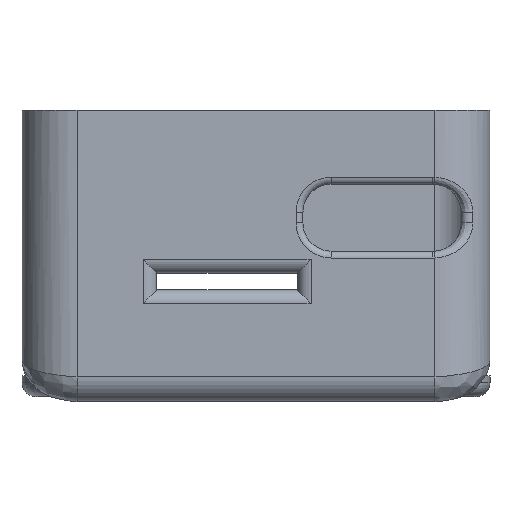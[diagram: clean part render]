
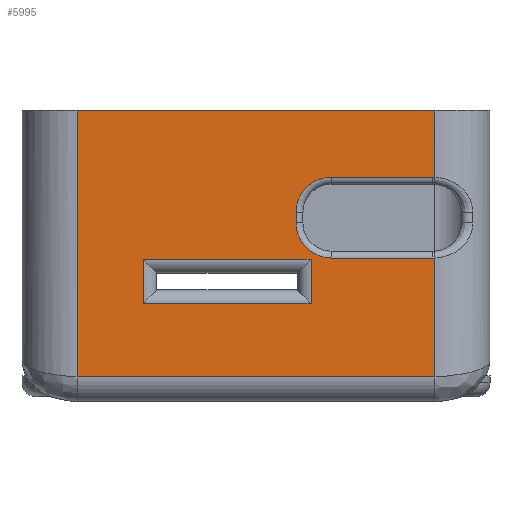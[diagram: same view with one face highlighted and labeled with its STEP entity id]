
A CAD part, left-side view. The second image highlights one B-rep face of the part: STEP entity #5995.
In plain terms, the highlighted planar face has unit normal (-1, 0, 0).
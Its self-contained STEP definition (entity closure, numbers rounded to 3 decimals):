
#4272 = VERTEX_POINT('',#4273);
#4273 = CARTESIAN_POINT('',(-21.,13.,52.4));
#4280 = EDGE_CURVE('',#4281,#4272,#4283,.T.);
#4281 = VERTEX_POINT('',#4282);
#4282 = CARTESIAN_POINT('',(-21.,-13.,52.4));
#4283 = LINE('',#4284,#4285);
#4284 = CARTESIAN_POINT('',(-21.,-13.,52.4));
#4285 = VECTOR('',#4286,1.);
#4286 = DIRECTION('',(0.,1.,0.));
#5958 = VERTEX_POINT('',#5959);
#5959 = CARTESIAN_POINT('',(-21.,13.,
    33.024));
#5985 = EDGE_CURVE('',#5958,#4272,#5986,.T.);
#5986 = LINE('',#5987,#5988);
#5987 = CARTESIAN_POINT('',(-21.,13.,41.4));
#5988 = VECTOR('',#5989,1.);
#5989 = DIRECTION('',(0.,0.,1.));
#5995 = ADVANCED_FACE('',(#5996,#6082),#6116,.T.);
#5996 = FACE_BOUND('',#5997,.T.);
#5997 = EDGE_LOOP('',(#5998,#6008,#6017,#6025,#6034,#6042,#6051,#6059,
    #6068,#6074,#6075,#6076));
#5998 = ORIENTED_EDGE('',*,*,#5999,.T.);
#5999 = EDGE_CURVE('',#6000,#6002,#6004,.T.);
#6000 = VERTEX_POINT('',#6001);
#6001 = CARTESIAN_POINT('',(-21.,-13.,
    33.024));
#6002 = VERTEX_POINT('',#6003);
#6003 = CARTESIAN_POINT('',(-21.,-13.,
    41.666));
#6004 = LINE('',#6005,#6006);
#6005 = CARTESIAN_POINT('',(-21.,-13.,24.4));
#6006 = VECTOR('',#6007,1.);
#6007 = DIRECTION('',(0.,0.,1.));
#6008 = ORIENTED_EDGE('',*,*,#6009,.F.);
#6009 = EDGE_CURVE('',#6010,#6002,#6012,.T.);
#6010 = VERTEX_POINT('',#6011);
#6011 = CARTESIAN_POINT('',(-21.,-12.857,
    41.662));
#6012 = CIRCLE('',#6013,2.55);
#6013 = AXIS2_PLACEMENT_3D('',#6014,#6015,#6016);
#6014 = CARTESIAN_POINT('',(-21.,-12.857,44.212));
#6015 = DIRECTION('',(-1.,0.,0.));
#6016 = DIRECTION('',(0.,0.,-1.));
#6017 = ORIENTED_EDGE('',*,*,#6018,.F.);
#6018 = EDGE_CURVE('',#6019,#6010,#6021,.T.);
#6019 = VERTEX_POINT('',#6020);
#6020 = CARTESIAN_POINT('',(-21.,-5.459,
    41.662));
#6021 = LINE('',#6022,#6023);
#6022 = CARTESIAN_POINT('',(-21.,-5.459,
    41.662));
#6023 = VECTOR('',#6024,1.);
#6024 = DIRECTION('',(0.,-1.,0.));
#6025 = ORIENTED_EDGE('',*,*,#6026,.F.);
#6026 = EDGE_CURVE('',#6027,#6019,#6029,.T.);
#6027 = VERTEX_POINT('',#6028);
#6028 = CARTESIAN_POINT('',(-21.,-2.909,44.212));
#6029 = CIRCLE('',#6030,2.55);
#6030 = AXIS2_PLACEMENT_3D('',#6031,#6032,#6033);
#6031 = CARTESIAN_POINT('',(-21.,-5.459,44.212));
#6032 = DIRECTION('',(-1.,0.,0.));
#6033 = DIRECTION('',(0.,1.,0.));
#6034 = ORIENTED_EDGE('',*,*,#6035,.F.);
#6035 = EDGE_CURVE('',#6036,#6027,#6038,.T.);
#6036 = VERTEX_POINT('',#6037);
#6037 = CARTESIAN_POINT('',(-21.,-2.909,
    44.985));
#6038 = LINE('',#6039,#6040);
#6039 = CARTESIAN_POINT('',(-21.,-2.909,
    44.985));
#6040 = VECTOR('',#6041,1.);
#6041 = DIRECTION('',(0.,0.,-1.));
#6042 = ORIENTED_EDGE('',*,*,#6043,.F.);
#6043 = EDGE_CURVE('',#6044,#6036,#6046,.T.);
#6044 = VERTEX_POINT('',#6045);
#6045 = CARTESIAN_POINT('',(-21.,-5.459,
    47.535));
#6046 = CIRCLE('',#6047,2.55);
#6047 = AXIS2_PLACEMENT_3D('',#6048,#6049,#6050);
#6048 = CARTESIAN_POINT('',(-21.,-5.459,
    44.985));
#6049 = DIRECTION('',(-1.,0.,0.));
#6050 = DIRECTION('',(0.,0.,1.));
#6051 = ORIENTED_EDGE('',*,*,#6052,.F.);
#6052 = EDGE_CURVE('',#6053,#6044,#6055,.T.);
#6053 = VERTEX_POINT('',#6054);
#6054 = CARTESIAN_POINT('',(-21.,-12.857,
    47.535));
#6055 = LINE('',#6056,#6057);
#6056 = CARTESIAN_POINT('',(-21.,-12.857,
    47.535));
#6057 = VECTOR('',#6058,1.);
#6058 = DIRECTION('',(0.,1.,0.));
#6059 = ORIENTED_EDGE('',*,*,#6060,.F.);
#6060 = EDGE_CURVE('',#6061,#6053,#6063,.T.);
#6061 = VERTEX_POINT('',#6062);
#6062 = CARTESIAN_POINT('',(-21.,-13.,
    47.531));
#6063 = CIRCLE('',#6064,2.55);
#6064 = AXIS2_PLACEMENT_3D('',#6065,#6066,#6067);
#6065 = CARTESIAN_POINT('',(-21.,-12.857,
    44.985));
#6066 = DIRECTION('',(-1.,0.,0.));
#6067 = DIRECTION('',(0.,-0.07,
    0.998));
#6068 = ORIENTED_EDGE('',*,*,#6069,.T.);
#6069 = EDGE_CURVE('',#6061,#4281,#6070,.T.);
#6070 = LINE('',#6071,#6072);
#6071 = CARTESIAN_POINT('',(-21.,-13.,24.4));
#6072 = VECTOR('',#6073,1.);
#6073 = DIRECTION('',(0.,0.,1.));
#6074 = ORIENTED_EDGE('',*,*,#4280,.T.);
#6075 = ORIENTED_EDGE('',*,*,#5985,.F.);
#6076 = ORIENTED_EDGE('',*,*,#6077,.F.);
#6077 = EDGE_CURVE('',#6000,#5958,#6078,.T.);
#6078 = LINE('',#6079,#6080);
#6079 = CARTESIAN_POINT('',(-21.,-13.,
    33.024));
#6080 = VECTOR('',#6081,1.);
#6081 = DIRECTION('',(0.,1.,0.));
#6082 = FACE_BOUND('',#6083,.T.);
#6083 = EDGE_LOOP('',(#6084,#6094,#6102,#6110));
#6084 = ORIENTED_EDGE('',*,*,#6085,.F.);
#6085 = EDGE_CURVE('',#6086,#6088,#6090,.T.);
#6086 = VERTEX_POINT('',#6087);
#6087 = CARTESIAN_POINT('',(-21.,-3.997,41.563));
#6088 = VERTEX_POINT('',#6089);
#6089 = CARTESIAN_POINT('',(-21.,8.203,41.563));
#6090 = LINE('',#6091,#6092);
#6091 = CARTESIAN_POINT('',(-21.,-2.997,41.563));
#6092 = VECTOR('',#6093,1.);
#6093 = DIRECTION('',(0.,1.,0.));
#6094 = ORIENTED_EDGE('',*,*,#6095,.F.);
#6095 = EDGE_CURVE('',#6096,#6086,#6098,.T.);
#6096 = VERTEX_POINT('',#6097);
#6097 = CARTESIAN_POINT('',(-21.,-3.997,38.363));
#6098 = LINE('',#6099,#6100);
#6099 = CARTESIAN_POINT('',(-21.,-3.997,39.363));
#6100 = VECTOR('',#6101,1.);
#6101 = DIRECTION('',(0.,0.,1.));
#6102 = ORIENTED_EDGE('',*,*,#6103,.F.);
#6103 = EDGE_CURVE('',#6104,#6096,#6106,.T.);
#6104 = VERTEX_POINT('',#6105);
#6105 = CARTESIAN_POINT('',(-21.,8.203,38.363));
#6106 = LINE('',#6107,#6108);
#6107 = CARTESIAN_POINT('',(-21.,7.203,38.363));
#6108 = VECTOR('',#6109,1.);
#6109 = DIRECTION('',(0.,-1.,0.));
#6110 = ORIENTED_EDGE('',*,*,#6111,.F.);
#6111 = EDGE_CURVE('',#6088,#6104,#6112,.T.);
#6112 = LINE('',#6113,#6114);
#6113 = CARTESIAN_POINT('',(-21.,8.203,40.563));
#6114 = VECTOR('',#6115,1.);
#6115 = DIRECTION('',(0.,0.,-1.));
#6116 = PLANE('',#6117);
#6117 = AXIS2_PLACEMENT_3D('',#6118,#6119,#6120);
#6118 = CARTESIAN_POINT('',(-21.,0.,
    42.712));
#6119 = DIRECTION('',(-1.,0.,0.));
#6120 = DIRECTION('',(0.,-1.,0.));
